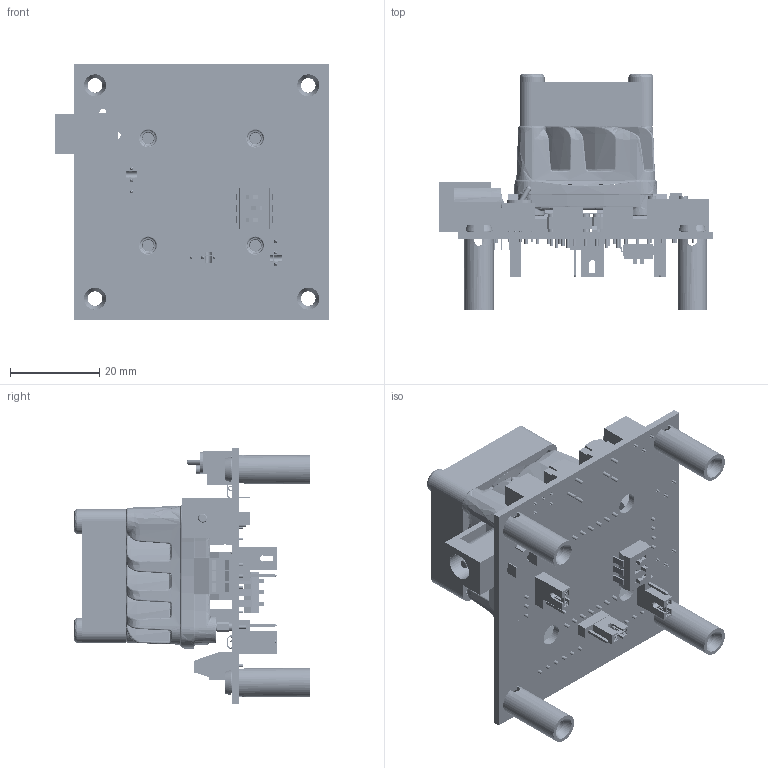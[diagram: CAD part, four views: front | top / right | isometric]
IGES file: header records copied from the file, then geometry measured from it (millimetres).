
Start section: SolidWorks IGES file using analytic representation for surfaces
Global section: file name: WTC3293 Eval Brd w_Module_HS_Fan.IGS; native system: SolidWorks 2013; preprocessor: SolidWorks 2013; author: gniebel; date: 130325.151619; units: inch
Bounding box: 61.46 x 52.87 x 57.15 mm (x, y, z)
Surface area: 33046.4 mm2 (no closed solid volume)
Topology: 0 solids, 0 shells, 2576 faces, 25103 edges, 25026 vertices
Faces by surface type: bspline 1811, revolution 765
